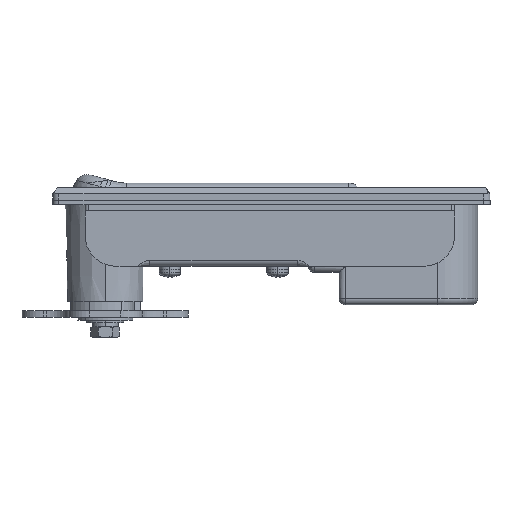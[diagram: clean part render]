
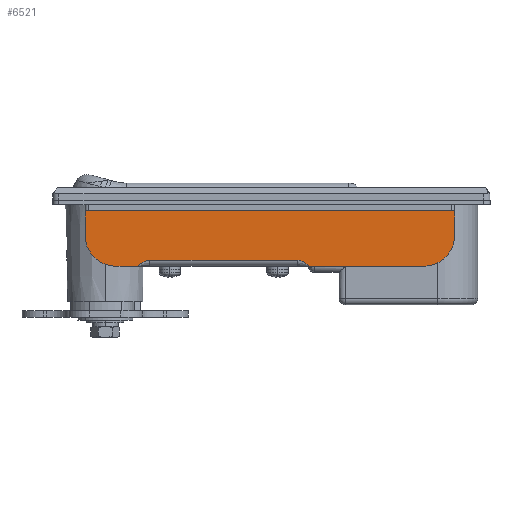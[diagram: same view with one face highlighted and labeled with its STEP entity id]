
A CAD part, left-side view. The second image highlights one B-rep face of the part: STEP entity #6521.
In plain terms, the highlighted planar face has unit normal (-1, 0, 0).
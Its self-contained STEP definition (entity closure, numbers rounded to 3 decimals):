
#165 = CARTESIAN_POINT ( 'NONE',  ( -15.5, 6.5, 0. ) ) ;
#260 = VERTEX_POINT ( 'NONE', #6960 ) ;
#359 = EDGE_CURVE ( 'NONE', #260, #6972, #4310, .T. ) ;
#385 = CARTESIAN_POINT ( 'NONE',  ( -15.5, -45.5, -2. ) ) ;
#436 = VERTEX_POINT ( 'NONE', #4652 ) ;
#446 = CARTESIAN_POINT ( 'NONE',  ( -15.5, -41.5, 0. ) ) ;
#869 = VERTEX_POINT ( 'NONE', #14976 ) ;
#1118 = CARTESIAN_POINT ( 'NONE',  ( -15.5, 17.5, 8. ) ) ;
#1329 = CARTESIAN_POINT ( 'NONE',  ( -15.5, -92.5, 0. ) ) ;
#1567 = EDGE_CURVE ( 'NONE', #2112, #260, #8949, .T. ) ;
#2112 = VERTEX_POINT ( 'NONE', #18514 ) ;
#2971 = ORIENTED_EDGE ( 'NONE', *, *, #13606, .T. ) ;
#3066 = CARTESIAN_POINT ( 'NONE',  ( -15.5, 9.167, -1. ) ) ;
#3214 = CARTESIAN_POINT ( 'NONE',  ( -15.5, -42.833, 0. ) ) ;
#3333 = CARTESIAN_POINT ( 'NONE',  ( -15.5, 27.5, 8. ) ) ;
#3476 = CARTESIAN_POINT ( 'NONE',  ( -15.5, -92.5, -2. ) ) ;
#3594 = VECTOR ( 'NONE', #16661, 1000. ) ;
#3773 = DIRECTION ( 'NONE',  ( 0., -1., 0. ) ) ;
#3791 = ORIENTED_EDGE ( 'NONE', *, *, #14122, .T. ) ;
#3838 = CARTESIAN_POINT ( 'NONE',  ( -15.5, -41.5, 0. ) ) ;
#4308 = ORIENTED_EDGE ( 'NONE', *, *, #5658, .F. ) ;
#4310 = LINE ( 'NONE', #1329, #3594 ) ;
#4582 = VECTOR ( 'NONE', #3773, 1000. ) ;
#4652 = CARTESIAN_POINT ( 'NONE',  ( -15.5, 27.5, 16. ) ) ;
#4734 = ORIENTED_EDGE ( 'NONE', *, *, #1567, .T. ) ;
#4755 = CARTESIAN_POINT ( 'NONE',  ( -15.5, 10.5, -2. ) ) ;
#4768 = ORIENTED_EDGE ( 'NONE', *, *, #359, .T. ) ;
#4910 = DIRECTION ( 'NONE',  ( 0., 1., 0. ) ) ;
#5484 = DIRECTION ( 'NONE',  ( -1., 0., 0. ) ) ;
#5658 = EDGE_CURVE ( 'NONE', #2112, #17122, #8823, .T. ) ;
#5743 = LINE ( 'NONE', #3838, #4582 ) ;
#6282 = VECTOR ( 'NONE', #6449, 1000. ) ;
#6449 = DIRECTION ( 'NONE',  ( 0., 0., -1. ) ) ;
#6500 = EDGE_CURVE ( 'NONE', #11312, #869, #5743, .T. ) ;
#6521 = ADVANCED_FACE ( 'NONE', ( #19479 ), #8408, .F. ) ;
#6960 = CARTESIAN_POINT ( 'NONE',  ( -15.5, -92.5, 8. ) ) ;
#6972 = VERTEX_POINT ( 'NONE', #15675 ) ;
#6983 = DIRECTION ( 'NONE',  ( 0., 0., -1. ) ) ;
#7106 = CARTESIAN_POINT ( 'NONE',  ( -15.5, 17.5, -2. ) ) ;
#7464 = B_SPLINE_CURVE_WITH_KNOTS ( 'NONE', 3,
 ( #446, #3214, #18404, #385 ),
 .UNSPECIFIED., .F., .F.,
 ( 4, 4 ),
 ( 0.055, 0.059 ),
 .UNSPECIFIED. ) ;
#7691 = LINE ( 'NONE', #11013, #6282 ) ;
#7809 = CARTESIAN_POINT ( 'NONE',  ( -15.5, -82.5, 8. ) ) ;
#8001 = EDGE_LOOP ( 'NONE', ( #11514, #2971, #4308, #4734, #4768, #12104, #12829, #13025, #14561, #3791 ) ) ;
#8408 = PLANE ( 'NONE',  #10695 ) ;
#8737 = CARTESIAN_POINT ( 'NONE',  ( -15.5, -45.5, -2. ) ) ;
#8823 = LINE ( 'NONE', #3476, #12125 ) ;
#8949 = CIRCLE ( 'NONE', #18468, 10. ) ;
#8981 = B_SPLINE_CURVE_WITH_KNOTS ( 'NONE', 3,
 ( #4755, #3066, #13590, #165 ),
 .UNSPECIFIED., .F., .F.,
 ( 4, 4 ),
 ( 0.017, 0.021 ),
 .UNSPECIFIED. ) ;
#9199 = DIRECTION ( 'NONE',  ( 0., 0., -1. ) ) ;
#9496 = CARTESIAN_POINT ( 'NONE',  ( -15.5, 6.5, 0. ) ) ;
#9559 = CIRCLE ( 'NONE', #10628, 10. ) ;
#9854 = EDGE_CURVE ( 'NONE', #19105, #17346, #18475, .T. ) ;
#10609 = VECTOR ( 'NONE', #11382, 1000. ) ;
#10628 = AXIS2_PLACEMENT_3D ( 'NONE', #1118, #5484, #11600 ) ;
#10695 = AXIS2_PLACEMENT_3D ( 'NONE', #19054, #14378, #6983 ) ;
#11013 = CARTESIAN_POINT ( 'NONE',  ( -15.5, 27.5, 16. ) ) ;
#11312 = VERTEX_POINT ( 'NONE', #9496 ) ;
#11382 = DIRECTION ( 'NONE',  ( 0., -1., 0. ) ) ;
#11514 = ORIENTED_EDGE ( 'NONE', *, *, #6500, .T. ) ;
#11600 = DIRECTION ( 'NONE',  ( 0., 0., -1. ) ) ;
#12104 = ORIENTED_EDGE ( 'NONE', *, *, #12138, .T. ) ;
#12125 = VECTOR ( 'NONE', #4910, 1000. ) ;
#12138 = EDGE_CURVE ( 'NONE', #6972, #436, #15969, .T. ) ;
#12829 = ORIENTED_EDGE ( 'NONE', *, *, #15517, .T. ) ;
#13025 = ORIENTED_EDGE ( 'NONE', *, *, #16968, .T. ) ;
#13590 = CARTESIAN_POINT ( 'NONE',  ( -15.5, 7.833, 0. ) ) ;
#13606 = EDGE_CURVE ( 'NONE', #869, #17122, #7464, .T. ) ;
#14122 = EDGE_CURVE ( 'NONE', #17346, #11312, #8981, .T. ) ;
#14378 = DIRECTION ( 'NONE',  ( 1., 0., 0. ) ) ;
#14561 = ORIENTED_EDGE ( 'NONE', *, *, #9854, .T. ) ;
#14792 = VECTOR ( 'NONE', #18919, 1000. ) ;
#14820 = VERTEX_POINT ( 'NONE', #3333 ) ;
#14976 = CARTESIAN_POINT ( 'NONE',  ( -15.5, -41.5, 0. ) ) ;
#15517 = EDGE_CURVE ( 'NONE', #436, #14820, #7691, .T. ) ;
#15675 = CARTESIAN_POINT ( 'NONE',  ( -15.5, -92.5, 16. ) ) ;
#15769 = CARTESIAN_POINT ( 'NONE',  ( -15.5, -41.5, 16. ) ) ;
#15969 = LINE ( 'NONE', #15769, #14792 ) ;
#16661 = DIRECTION ( 'NONE',  ( 0., 0., 1. ) ) ;
#16968 = EDGE_CURVE ( 'NONE', #14820, #19105, #9559, .T. ) ;
#17122 = VERTEX_POINT ( 'NONE', #8737 ) ;
#17346 = VERTEX_POINT ( 'NONE', #18246 ) ;
#18246 = CARTESIAN_POINT ( 'NONE',  ( -15.5, 10.5, -2. ) ) ;
#18404 = CARTESIAN_POINT ( 'NONE',  ( -15.5, -44.167, -1. ) ) ;
#18429 = DIRECTION ( 'NONE',  ( -1., 0., 0. ) ) ;
#18468 = AXIS2_PLACEMENT_3D ( 'NONE', #7809, #18429, #9199 ) ;
#18475 = LINE ( 'NONE', #18962, #10609 ) ;
#18514 = CARTESIAN_POINT ( 'NONE',  ( -15.5, -82.5, -2. ) ) ;
#18919 = DIRECTION ( 'NONE',  ( 0., 1., 0. ) ) ;
#18962 = CARTESIAN_POINT ( 'NONE',  ( -15.5, 27.5, -2. ) ) ;
#19054 = CARTESIAN_POINT ( 'NONE',  ( -15.5, -41.5, 18. ) ) ;
#19105 = VERTEX_POINT ( 'NONE', #7106 ) ;
#19479 = FACE_OUTER_BOUND ( 'NONE', #8001, .T. ) ;
